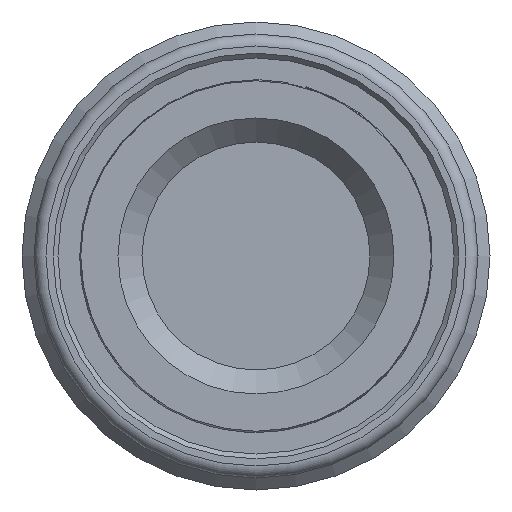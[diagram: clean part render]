
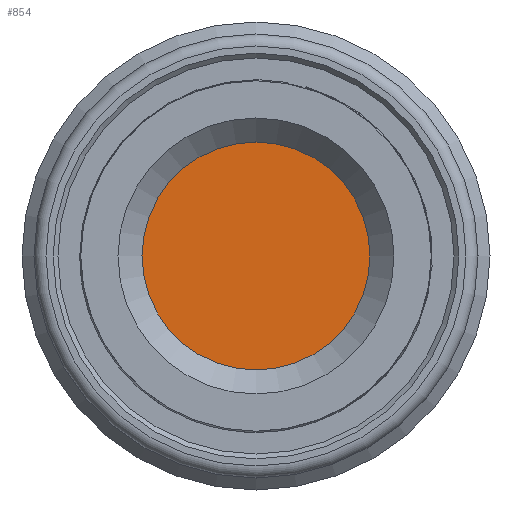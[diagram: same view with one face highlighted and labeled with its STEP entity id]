
A CAD part, left-side view. The second image highlights one B-rep face of the part: STEP entity #854.
In plain terms, the highlighted planar face has unit normal (-1, 0, 0).
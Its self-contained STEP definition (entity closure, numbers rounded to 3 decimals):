
#214=FACE_OUTER_BOUND('',#273,.T.);
#273=EDGE_LOOP('',(#603));
#344=CIRCLE('',#931,4.75);
#414=VERTEX_POINT('',#1364);
#486=EDGE_CURVE('',#414,#414,#344,.T.);
#603=ORIENTED_EDGE('',*,*,#486,.F.);
#837=PLANE('',#930);
#854=ADVANCED_FACE('',(#214),#837,.T.);
#930=AXIS2_PLACEMENT_3D('',#1363,#1061,#1062);
#931=AXIS2_PLACEMENT_3D('',#1365,#1063,#1064);
#1061=DIRECTION('center_axis',(-1.,0.,0.));
#1062=DIRECTION('ref_axis',(0.,0.,1.));
#1063=DIRECTION('center_axis',(1.,0.,0.));
#1064=DIRECTION('ref_axis',(0.,0.,1.));
#1363=CARTESIAN_POINT('Origin',(23.27,0.,0.));
#1364=CARTESIAN_POINT('',(23.27,0.,-4.75));
#1365=CARTESIAN_POINT('Origin',(23.27,0.,0.));
